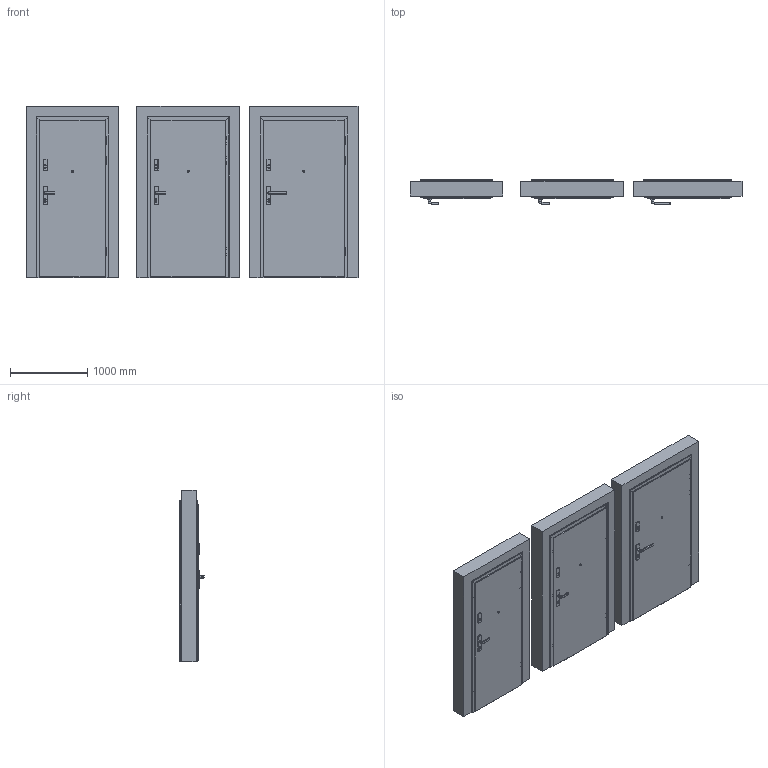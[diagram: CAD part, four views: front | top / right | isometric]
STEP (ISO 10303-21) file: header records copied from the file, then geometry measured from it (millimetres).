
FILE_DESCRIPTION(/* description */ (''),/* implementation_level */ '2;1');
FILE_NAME(/* name */ '050029_A_2-Drzwi antywłamaniowe EXTREME RC3 na ościeżnicy Projekt Bis..stp',/* time_stamp */ '2024-05-06T14:12:10+02:00',/* author */ (''),/* organization */ (''),/* preprocessor_version */ 'ST-DEVELOPER v16',/* originating_system */ 'SIEMENS PLM Software NX 11.0',/* authorisation */ '');
FILE_SCHEMA (('AUTOMOTIVE_DESIGN { 1 0 10303 214 3 1 1 1 }'));
Products named in the file (1): bkni03840A4A2cow
Bounding box: 4306 x 314.45 x 2223.33 mm (x, y, z)
Volume: 819842715.4 mm3; surface area: 58595255.1 mm2
Topology: 180 solids, 192 shells, 4428 faces, 11349 edges, 7449 vertices
Faces by surface type: plane 2673, cylinder 810, bspline 606, cone 162, extrusion 138, torus 24, sphere 15
Full cylindrical faces by diameter (mm): 3.6 x3, 4.2 x3, 5.5 x30, 6 x18, 7 x6, 7.2 x3, 7.8 x9, 8 x63, 8.1 x3, 9 x6, 9.2 x3, 9.3 x12, 10 x6, 10.5 x18, 13.5 x18, 15 x45, 18 x9, 22 x3, 26 x3, 30 x6
Entity records: 141982 total; most frequent: CARTESIAN_POINT 38449, ORIENTED_EDGE 21588, DIRECTION 18809, EDGE_CURVE 10794, VECTOR 7377, VERTEX_POINT 7332, LINE 7239, AXIS2_PLACEMENT_3D 5716
